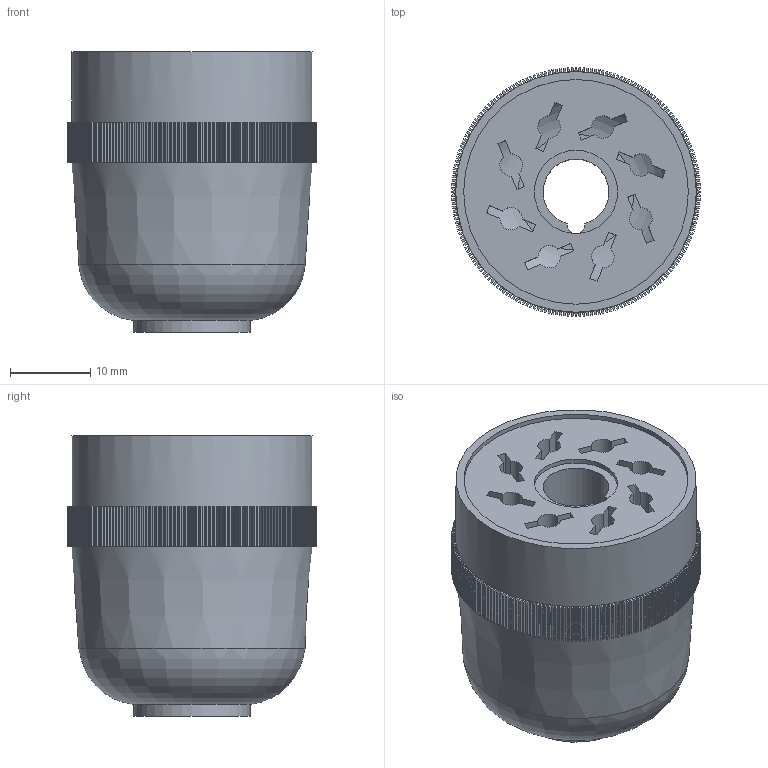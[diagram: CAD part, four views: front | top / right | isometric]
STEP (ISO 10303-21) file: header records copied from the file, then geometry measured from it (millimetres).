
FILE_DESCRIPTION(/* description */ ('Unknown'),/* implementation_level */ '2;1');
FILE_NAME(/* name */ '90124',/* time_stamp */ '2021-05-25T09:11:47+02:00',/* author */ ('Unknown'),/* organization */ ('Unknown'),/* preprocessor_version */ 'ST-DEVELOPER v16.7',/* originating_system */ 'DEX',/* authorisation */ $);
FILE_SCHEMA (('AUTOMOTIVE_DESIGN {1 0 10303 214 3 1 1}'));
Length unit declared in the file: millimetre
Products named in the file (1): 90.12.4
Bounding box: 31 x 31 x 35 mm (x, y, z)
Volume: 10575 mm3; surface area: 9208.4 mm2
Topology: 1 solids, 1 shells, 1082 faces, 2828 edges, 1751 vertices
Faces by surface type: plane 1054, cylinder 23, torus 3, cone 2
Full cylindrical faces by diameter (mm): 11.5 x1, 14.5 x1, 28 x1, 30 x1
Entity records: 32614 total; most frequent: CARTESIAN_POINT 5647, DIRECTION 5634, ORIENTED_EDGE 5632, EDGE_CURVE 2816, LINE 2164, VECTOR 2164, VERTEX_POINT 1748, AXIS2_PLACEMENT_3D 1735
